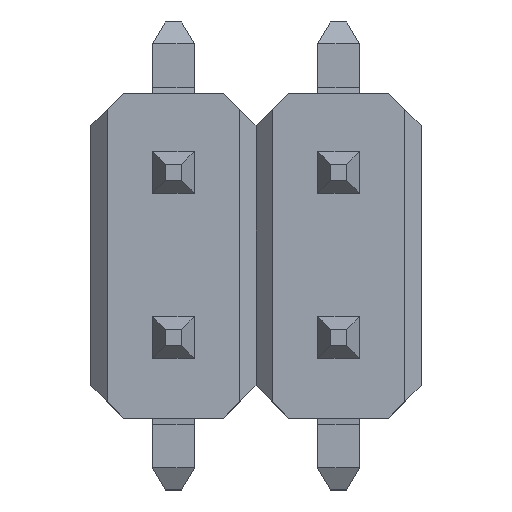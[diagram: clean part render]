
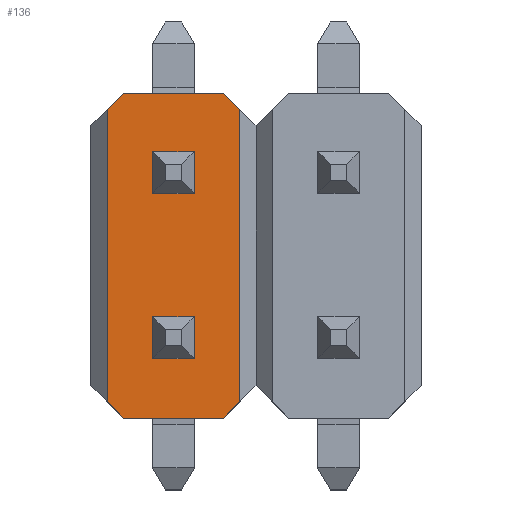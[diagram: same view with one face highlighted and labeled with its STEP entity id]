
A CAD part, top view. The second image highlights one B-rep face of the part: STEP entity #136.
In plain terms, the highlighted planar face has unit normal (0, 0, 1).
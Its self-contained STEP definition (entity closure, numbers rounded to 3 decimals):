
#65=CARTESIAN_POINT('',(-0.148,-2.75,4.13));
#66=DIRECTION('',(0.0,0.0,-1.0));
#67=DIRECTION('',(0.0,1.0,0.0));
#68=AXIS2_PLACEMENT_3D('',#65,#66,#67);
#69=PLANE('',#68);
#70=CARTESIAN_POINT('',(-0.25,2.25,4.13));
#71=VERTEX_POINT('',#70);
#72=CARTESIAN_POINT('',(-0.5,2.5,4.13));
#73=VERTEX_POINT('',#72);
#74=CARTESIAN_POINT('',(-0.25,2.25,4.13));
#75=DIRECTION('',(-0.707,0.707,0.0));
#76=VECTOR('',#75,0.354);
#77=LINE('',#74,#76);
#78=EDGE_CURVE('',#71,#73,#77,.T.);
#79=ORIENTED_EDGE('',*,*,#78,.T.);
#80=CARTESIAN_POINT('',(-2.04,2.5,4.13));
#81=VERTEX_POINT('',#80);
#82=CARTESIAN_POINT('',(-2.04,2.5,4.13));
#83=DIRECTION('',(1.0,0.0,0.0));
#84=VECTOR('',#83,1.54);
#85=LINE('',#82,#84);
#86=EDGE_CURVE('',#81,#73,#85,.T.);
#87=ORIENTED_EDGE('',*,*,#86,.F.);
#88=CARTESIAN_POINT('',(-2.29,2.25,4.13));
#89=VERTEX_POINT('',#88);
#90=CARTESIAN_POINT('',(-2.04,2.5,4.13));
#91=DIRECTION('',(-0.707,-0.707,0.0));
#92=VECTOR('',#91,0.354);
#93=LINE('',#90,#92);
#94=EDGE_CURVE('',#81,#89,#93,.T.);
#95=ORIENTED_EDGE('',*,*,#94,.T.);
#96=CARTESIAN_POINT('',(-2.29,-2.25,4.13));
#97=VERTEX_POINT('',#96);
#98=CARTESIAN_POINT('',(-2.29,-2.25,4.13));
#99=DIRECTION('',(0.0,1.0,0.0));
#100=VECTOR('',#99,4.5);
#101=LINE('',#98,#100);
#102=EDGE_CURVE('',#97,#89,#101,.T.);
#103=ORIENTED_EDGE('',*,*,#102,.F.);
#104=CARTESIAN_POINT('',(-2.04,-2.5,4.13));
#105=VERTEX_POINT('',#104);
#106=CARTESIAN_POINT('',(-2.29,-2.25,4.13));
#107=DIRECTION('',(0.707,-0.707,0.0));
#108=VECTOR('',#107,0.354);
#109=LINE('',#106,#108);
#110=EDGE_CURVE('',#97,#105,#109,.T.);
#111=ORIENTED_EDGE('',*,*,#110,.T.);
#112=CARTESIAN_POINT('',(-0.5,-2.5,4.13));
#113=VERTEX_POINT('',#112);
#114=CARTESIAN_POINT('',(-0.5,-2.5,4.13));
#115=DIRECTION('',(-1.0,0.0,0.0));
#116=VECTOR('',#115,1.54);
#117=LINE('',#114,#116);
#118=EDGE_CURVE('',#113,#105,#117,.T.);
#119=ORIENTED_EDGE('',*,*,#118,.F.);
#120=CARTESIAN_POINT('',(-0.25,-2.25,4.13));
#121=VERTEX_POINT('',#120);
#122=CARTESIAN_POINT('',(-0.5,-2.5,4.13));
#123=DIRECTION('',(0.707,0.707,0.0));
#124=VECTOR('',#123,0.354);
#125=LINE('',#122,#124);
#126=EDGE_CURVE('',#113,#121,#125,.T.);
#127=ORIENTED_EDGE('',*,*,#126,.T.);
#128=CARTESIAN_POINT('',(-0.25,2.25,4.13));
#129=DIRECTION('',(0.0,-1.0,0.0));
#130=VECTOR('',#129,4.5);
#131=LINE('',#128,#130);
#132=EDGE_CURVE('',#71,#121,#131,.T.);
#133=ORIENTED_EDGE('',*,*,#132,.F.);
#134=EDGE_LOOP('',(#79,#87,#95,#103,#111,#119,#127,#133));
#135=FACE_OUTER_BOUND('',#134,.T.);
#136=ADVANCED_FACE('',(#135),#69,.F.);
